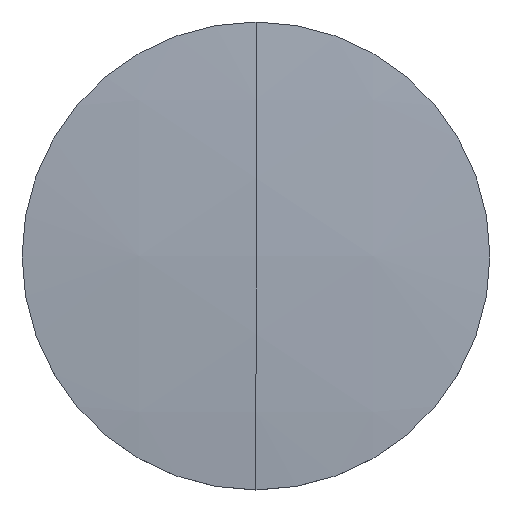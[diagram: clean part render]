
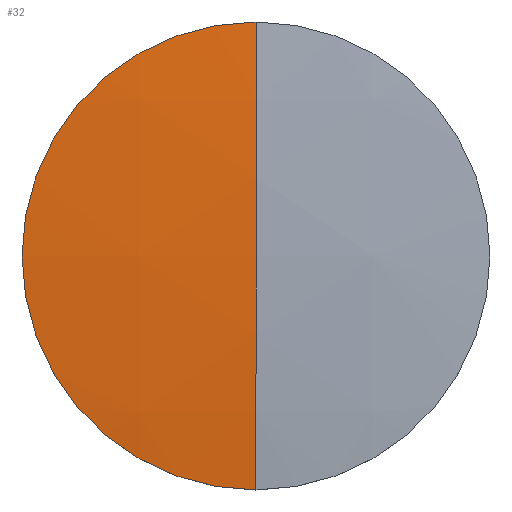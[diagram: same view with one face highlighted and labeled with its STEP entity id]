
A CAD part, top view. The second image highlights one B-rep face of the part: STEP entity #32.
In plain terms, the highlighted spherical face has radius 257.54 mm.
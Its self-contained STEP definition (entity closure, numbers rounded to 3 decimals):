
#5 = ORIENTED_EDGE ( 'NONE', *, *, #62, .T. ) ;
#6 = VERTEX_POINT ( 'NONE', #41 ) ;
#7 = EDGE_LOOP ( 'NONE', ( #5, #61, #14, #21 ) ) ;
#8 = VERTEX_POINT ( 'NONE', #40 ) ;
#14 = ORIENTED_EDGE ( 'NONE', *, *, #20, .F. ) ;
#19 = VERTEX_POINT ( 'NONE', #86 ) ;
#20 = EDGE_CURVE ( 'NONE', #8, #22, #84, .T. ) ;
#21 = ORIENTED_EDGE ( 'NONE', *, *, #31, .T. ) ;
#22 = VERTEX_POINT ( 'NONE', #110 ) ;
#31 = EDGE_CURVE ( 'NONE', #8, #19, #81, .T. ) ;
#32 = ADVANCED_FACE ( 'NONE', ( #76 ), #138, .T. ) ;
#33 = EDGE_CURVE ( 'NONE', #6, #22, #169, .T. ) ;
#40 = CARTESIAN_POINT ( 'NONE',  ( 0., 25.4, 0.869 ) ) ;
#41 = CARTESIAN_POINT ( 'NONE',  ( 0., -25.4, 0.869 ) ) ;
#61 = ORIENTED_EDGE ( 'NONE', *, *, #33, .T. ) ;
#62 = EDGE_CURVE ( 'NONE', #19, #6, #210, .T. ) ;
#76 = FACE_OUTER_BOUND ( 'NONE', #7, .T. ) ;
#77 = DIRECTION ( 'NONE',  ( 1., 0., 0. ) ) ;
#78 = DIRECTION ( 'NONE',  ( 0., 0., 1. ) ) ;
#79 = CARTESIAN_POINT ( 'NONE',  ( 0., 0., 0.869 ) ) ;
#80 = AXIS2_PLACEMENT_3D ( 'NONE', #79, #78, #77 ) ;
#81 = CIRCLE ( 'NONE', #80, 25.4 ) ;
#83 = CARTESIAN_POINT ( 'NONE',  ( 0., 0., -255.415 ) ) ;
#84 = CIRCLE ( 'NONE', #113, 257.54 ) ;
#86 = CARTESIAN_POINT ( 'NONE',  ( -25.4, 0., 0.869 ) ) ;
#110 = CARTESIAN_POINT ( 'NONE',  ( 0., 0., 2.125 ) ) ;
#111 = DIRECTION ( 'NONE',  ( 0., 0., -1. ) ) ;
#112 = DIRECTION ( 'NONE',  ( 1., 0., 0. ) ) ;
#113 = AXIS2_PLACEMENT_3D ( 'NONE', #83, #112, #111 ) ;
#138 = SPHERICAL_SURFACE ( 'NONE', #195, 257.54 ) ;
#168 = CARTESIAN_POINT ( 'NONE',  ( 0., 0., -255.415 ) ) ;
#169 = CIRCLE ( 'NONE', #205, 257.54 ) ;
#180 = DIRECTION ( 'NONE',  ( 1., 0., 0. ) ) ;
#181 = DIRECTION ( 'NONE',  ( 0., 0., 1. ) ) ;
#182 = CARTESIAN_POINT ( 'NONE',  ( 0., 0., 0.869 ) ) ;
#194 = CARTESIAN_POINT ( 'NONE',  ( 0., 0., -255.415 ) ) ;
#195 = AXIS2_PLACEMENT_3D ( 'NONE', #194, #221, #226 ) ;
#203 = DIRECTION ( 'NONE',  ( 0., -1., 0. ) ) ;
#204 = DIRECTION ( 'NONE',  ( -1., 0., 0. ) ) ;
#205 = AXIS2_PLACEMENT_3D ( 'NONE', #168, #204, #203 ) ;
#209 = AXIS2_PLACEMENT_3D ( 'NONE', #182, #181, #180 ) ;
#210 = CIRCLE ( 'NONE', #209, 25.4 ) ;
#221 = DIRECTION ( 'NONE',  ( -1., 0., 0. ) ) ;
#226 = DIRECTION ( 'NONE',  ( 0., 1., 0. ) ) ;
